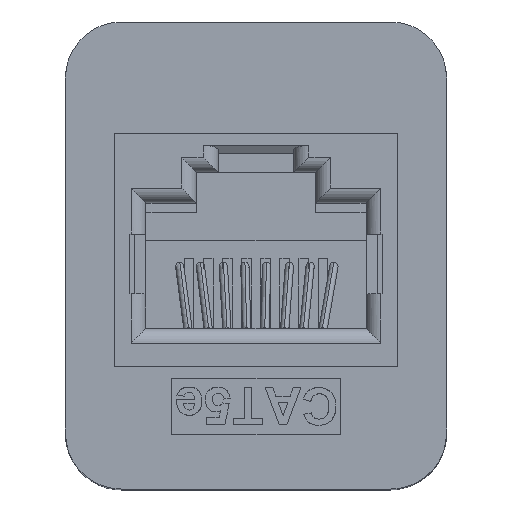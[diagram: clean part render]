
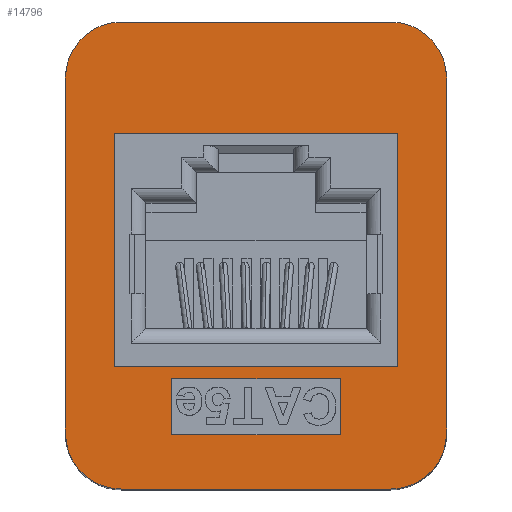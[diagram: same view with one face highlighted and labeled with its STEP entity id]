
A CAD part, top view. The second image highlights one B-rep face of the part: STEP entity #14796.
In plain terms, the highlighted planar face has unit normal (0, 0, 1).
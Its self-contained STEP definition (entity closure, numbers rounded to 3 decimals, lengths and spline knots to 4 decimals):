
#14594 = EDGE_CURVE ( 'NONE', #14658, #14663, #35554, .T. ) ;
#14658 = VERTEX_POINT ( 'NONE', #35822 ) ;
#14663 = VERTEX_POINT ( 'NONE', #35812 ) ;
#14681 = VERTEX_POINT ( 'NONE', #35881 ) ;
#14712 = EDGE_CURVE ( 'NONE', #14779, #14777, #35996, .T. ) ;
#14721 = ORIENTED_EDGE ( 'NONE', *, *, #14723, .F. ) ;
#14723 = EDGE_CURVE ( 'NONE', #14725, #14730, #35985, .T. ) ;
#14725 = VERTEX_POINT ( 'NONE', #36083 ) ;
#14726 = VERTEX_POINT ( 'NONE', #36074 ) ;
#14730 = VERTEX_POINT ( 'NONE', #36065 ) ;
#14741 = ORIENTED_EDGE ( 'NONE', *, *, #14774, .F. ) ;
#14745 = ORIENTED_EDGE ( 'NONE', *, *, #14833, .F. ) ;
#14766 = ORIENTED_EDGE ( 'NONE', *, *, #14784, .T. ) ;
#14767 = ORIENTED_EDGE ( 'NONE', *, *, #14594, .T. ) ;
#14774 = EDGE_CURVE ( 'NONE', #14798, #14725, #36168, .T. ) ;
#14775 = EDGE_CURVE ( 'NONE', #14777, #14726, #36285, .T. ) ;
#14776 = EDGE_LOOP ( 'NONE', ( #14841, #14767, #14766, #14845, #14813, #14808, #14820, #14860 ) ) ;
#14777 = VERTEX_POINT ( 'NONE', #36286 ) ;
#14778 = ORIENTED_EDGE ( 'NONE', *, *, #14775, .F. ) ;
#14779 = VERTEX_POINT ( 'NONE', #36295 ) ;
#14782 = ORIENTED_EDGE ( 'NONE', *, *, #14712, .F. ) ;
#14783 = EDGE_CURVE ( 'NONE', #14787, #14779, #36269, .T. ) ;
#14784 = EDGE_CURVE ( 'NONE', #14663, #14838, #36214, .T. ) ;
#14787 = VERTEX_POINT ( 'NONE', #36258 ) ;
#14789 = EDGE_LOOP ( 'NONE', ( #14802, #14799, #14721, #14741 ) ) ;
#14793 = EDGE_CURVE ( 'NONE', #14681, #14798, #36253, .T. ) ;
#14795 = EDGE_LOOP ( 'NONE', ( #14778, #14782, #14804, #14745 ) ) ;
#14796 = ADVANCED_FACE ( 'NONE', ( #36234, #36244, #36232 ), #36233, .F. ) ;
#14798 = VERTEX_POINT ( 'NONE', #36242 ) ;
#14799 = ORIENTED_EDGE ( 'NONE', *, *, #14803, .F. ) ;
#14802 = ORIENTED_EDGE ( 'NONE', *, *, #14793, .F. ) ;
#14803 = EDGE_CURVE ( 'NONE', #14730, #14681, #36241, .T. ) ;
#14804 = ORIENTED_EDGE ( 'NONE', *, *, #14783, .F. ) ;
#14807 = VERTEX_POINT ( 'NONE', #36336 ) ;
#14808 = ORIENTED_EDGE ( 'NONE', *, *, #14814, .T. ) ;
#14813 = ORIENTED_EDGE ( 'NONE', *, *, #14817, .T. ) ;
#14814 = EDGE_CURVE ( 'NONE', #14887, #14884, #36309, .T. ) ;
#14817 = EDGE_CURVE ( 'NONE', #14807, #14887, #36315, .T. ) ;
#14820 = ORIENTED_EDGE ( 'NONE', *, *, #14824, .T. ) ;
#14824 = EDGE_CURVE ( 'NONE', #14884, #14831, #36399, .T. ) ;
#14829 = EDGE_CURVE ( 'NONE', #14831, #14840, #36383, .T. ) ;
#14831 = VERTEX_POINT ( 'NONE', #36388 ) ;
#14833 = EDGE_CURVE ( 'NONE', #14726, #14787, #36304, .T. ) ;
#14836 = EDGE_CURVE ( 'NONE', #14840, #14658, #33924, .T. ) ;
#14838 = VERTEX_POINT ( 'NONE', #36463 ) ;
#14840 = VERTEX_POINT ( 'NONE', #36457 ) ;
#14841 = ORIENTED_EDGE ( 'NONE', *, *, #14836, .T. ) ;
#14845 = ORIENTED_EDGE ( 'NONE', *, *, #14883, .T. ) ;
#14860 = ORIENTED_EDGE ( 'NONE', *, *, #14829, .T. ) ;
#14883 = EDGE_CURVE ( 'NONE', #14838, #14807, #36562, .T. ) ;
#14884 = VERTEX_POINT ( 'NONE', #36559 ) ;
#14887 = VERTEX_POINT ( 'NONE', #36547 ) ;
#33924 = CIRCLE ( 'NONE', #34411, 0.1181 ) ;
#34411 = AXIS2_PLACEMENT_3D ( 'NONE', #34439, #34438, #34898 ) ;
#34438 = DIRECTION ( 'NONE',  ( 0., 0., 1. ) ) ;
#34439 = CARTESIAN_POINT ( 'NONE',  ( -0.2835, -0.374, 0. ) ) ;
#34898 = DIRECTION ( 'NONE',  ( 1., 0., 0. ) ) ;
#35547 = DIRECTION ( 'NONE',  ( 1., 0., 0. ) ) ;
#35548 = VECTOR ( 'NONE', #35547, 39.3701 ) ;
#35553 = CARTESIAN_POINT ( 'NONE',  ( 0.4016, -0.4921, 0. ) ) ;
#35554 = LINE ( 'NONE', #35553, #35548 ) ;
#35812 = CARTESIAN_POINT ( 'NONE',  ( 0.2835, -0.4921, 0. ) ) ;
#35822 = CARTESIAN_POINT ( 'NONE',  ( -0.2835, -0.4921, 0. ) ) ;
#35881 = CARTESIAN_POINT ( 'NONE',  ( 0.1772, -0.2598, 0. ) ) ;
#35985 = LINE ( 'NONE', #36079, #36078 ) ;
#35992 = DIRECTION ( 'NONE',  ( 0., 1., 0. ) ) ;
#35993 = VECTOR ( 'NONE', #35992, 39.3701 ) ;
#35995 = CARTESIAN_POINT ( 'NONE',  ( 0.2992, -0.2343, 0. ) ) ;
#35996 = LINE ( 'NONE', #35995, #35993 ) ;
#36065 = CARTESIAN_POINT ( 'NONE',  ( 0.1772, -0.378, 0. ) ) ;
#36074 = CARTESIAN_POINT ( 'NONE',  ( -0.2992, 0.2579, 0. ) ) ;
#36077 = DIRECTION ( 'NONE',  ( 1., 0., 0. ) ) ;
#36078 = VECTOR ( 'NONE', #36077, 39.3701 ) ;
#36079 = CARTESIAN_POINT ( 'NONE',  ( -0.1772, -0.378, 0. ) ) ;
#36083 = CARTESIAN_POINT ( 'NONE',  ( -0.1772, -0.378, 0. ) ) ;
#36165 = CARTESIAN_POINT ( 'NONE',  ( -0.1772, -0.378, 0. ) ) ;
#36168 = LINE ( 'NONE', #36165, #36290 ) ;
#36181 = VECTOR ( 'NONE', #36237, 39.3701 ) ;
#36214 = CIRCLE ( 'NONE', #36263, 0.1181 ) ;
#36232 = FACE_OUTER_BOUND ( 'NONE', #14776, .T. ) ;
#36233 = PLANE ( 'NONE',  #36256 ) ;
#36234 = FACE_BOUND ( 'NONE', #14789, .T. ) ;
#36237 = DIRECTION ( 'NONE',  ( -1., 0., 0. ) ) ;
#36238 = VECTOR ( 'NONE', #36333, 39.3701 ) ;
#36240 = CARTESIAN_POINT ( 'NONE',  ( 0.1772, -0.378, 0. ) ) ;
#36241 = LINE ( 'NONE', #36240, #36238 ) ;
#36242 = CARTESIAN_POINT ( 'NONE',  ( -0.1772, -0.2598, 0. ) ) ;
#36244 = FACE_BOUND ( 'NONE', #14795, .T. ) ;
#36247 = DIRECTION ( 'NONE',  ( 1., 0., 0. ) ) ;
#36248 = DIRECTION ( 'NONE',  ( 0., 0., 1. ) ) ;
#36252 = CARTESIAN_POINT ( 'NONE',  ( -0.1772, -0.2598, 0. ) ) ;
#36253 = LINE ( 'NONE', #36252, #36181 ) ;
#36256 = AXIS2_PLACEMENT_3D ( 'NONE', #36347, #36346, #36344 ) ;
#36258 = CARTESIAN_POINT ( 'NONE',  ( -0.2992, -0.2343, 0. ) ) ;
#36263 = AXIS2_PLACEMENT_3D ( 'NONE', #36273, #36248, #36247 ) ;
#36264 = VECTOR ( 'NONE', #36277, 39.3701 ) ;
#36269 = LINE ( 'NONE', #36279, #36264 ) ;
#36273 = CARTESIAN_POINT ( 'NONE',  ( 0.2835, -0.374, 0. ) ) ;
#36277 = DIRECTION ( 'NONE',  ( 1., 0., 0. ) ) ;
#36279 = CARTESIAN_POINT ( 'NONE',  ( -0.2992, -0.2343, 0. ) ) ;
#36280 = DIRECTION ( 'NONE',  ( -1., 0., 0. ) ) ;
#36281 = VECTOR ( 'NONE', #36280, 39.3701 ) ;
#36283 = CARTESIAN_POINT ( 'NONE',  ( -0.2992, 0.2579, 0. ) ) ;
#36285 = LINE ( 'NONE', #36283, #36281 ) ;
#36286 = CARTESIAN_POINT ( 'NONE',  ( 0.2992, 0.2579, 0. ) ) ;
#36289 = DIRECTION ( 'NONE',  ( 0., -1., 0. ) ) ;
#36290 = VECTOR ( 'NONE', #36289, 39.3701 ) ;
#36295 = CARTESIAN_POINT ( 'NONE',  ( 0.2992, -0.2343, 0. ) ) ;
#36297 = AXIS2_PLACEMENT_3D ( 'NONE', #36393, #36392, #36391 ) ;
#36301 = DIRECTION ( 'NONE',  ( -1., 0., 0. ) ) ;
#36302 = VECTOR ( 'NONE', #36301, 39.3701 ) ;
#36303 = CARTESIAN_POINT ( 'NONE',  ( 0.4016, 0.4921, 0. ) ) ;
#36304 = LINE ( 'NONE', #36365, #36364 ) ;
#36309 = LINE ( 'NONE', #36303, #36302 ) ;
#36315 = CIRCLE ( 'NONE', #36416, 0.1181 ) ;
#36333 = DIRECTION ( 'NONE',  ( 0., 1., 0. ) ) ;
#36336 = CARTESIAN_POINT ( 'NONE',  ( 0.4016, 0.374, 0. ) ) ;
#36344 = DIRECTION ( 'NONE',  ( -1., 0., 0. ) ) ;
#36346 = DIRECTION ( 'NONE',  ( 0., 0., -1. ) ) ;
#36347 = CARTESIAN_POINT ( 'NONE',  ( -0.4016, -0.4921, 0. ) ) ;
#36363 = DIRECTION ( 'NONE',  ( 0., -1., 0. ) ) ;
#36364 = VECTOR ( 'NONE', #36363, 39.3701 ) ;
#36365 = CARTESIAN_POINT ( 'NONE',  ( -0.2992, -0.2343, 0. ) ) ;
#36368 = DIRECTION ( 'NONE',  ( 0., -1., 0. ) ) ;
#36370 = VECTOR ( 'NONE', #36368, 39.3701 ) ;
#36382 = CARTESIAN_POINT ( 'NONE',  ( -0.4016, 0.4921, 0. ) ) ;
#36383 = LINE ( 'NONE', #36382, #36370 ) ;
#36388 = CARTESIAN_POINT ( 'NONE',  ( -0.4016, 0.374, 0. ) ) ;
#36391 = DIRECTION ( 'NONE',  ( -1., 0., 0. ) ) ;
#36392 = DIRECTION ( 'NONE',  ( 0., 0., 1. ) ) ;
#36393 = CARTESIAN_POINT ( 'NONE',  ( -0.2835, 0.374, 0. ) ) ;
#36399 = CIRCLE ( 'NONE', #36297, 0.1181 ) ;
#36411 = DIRECTION ( 'NONE',  ( -1., 0., 0. ) ) ;
#36412 = DIRECTION ( 'NONE',  ( 0., 0., 1. ) ) ;
#36414 = CARTESIAN_POINT ( 'NONE',  ( 0.2835, 0.374, 0. ) ) ;
#36416 = AXIS2_PLACEMENT_3D ( 'NONE', #36414, #36412, #36411 ) ;
#36457 = CARTESIAN_POINT ( 'NONE',  ( -0.4016, -0.374, 0. ) ) ;
#36463 = CARTESIAN_POINT ( 'NONE',  ( 0.4016, -0.374, 0. ) ) ;
#36547 = CARTESIAN_POINT ( 'NONE',  ( 0.2835, 0.4921, 0. ) ) ;
#36549 = DIRECTION ( 'NONE',  ( 0., 1., 0. ) ) ;
#36551 = VECTOR ( 'NONE', #36549, 39.3701 ) ;
#36559 = CARTESIAN_POINT ( 'NONE',  ( -0.2835, 0.4921, 0. ) ) ;
#36561 = CARTESIAN_POINT ( 'NONE',  ( 0.4016, 0.4921, 0. ) ) ;
#36562 = LINE ( 'NONE', #36561, #36551 ) ;
